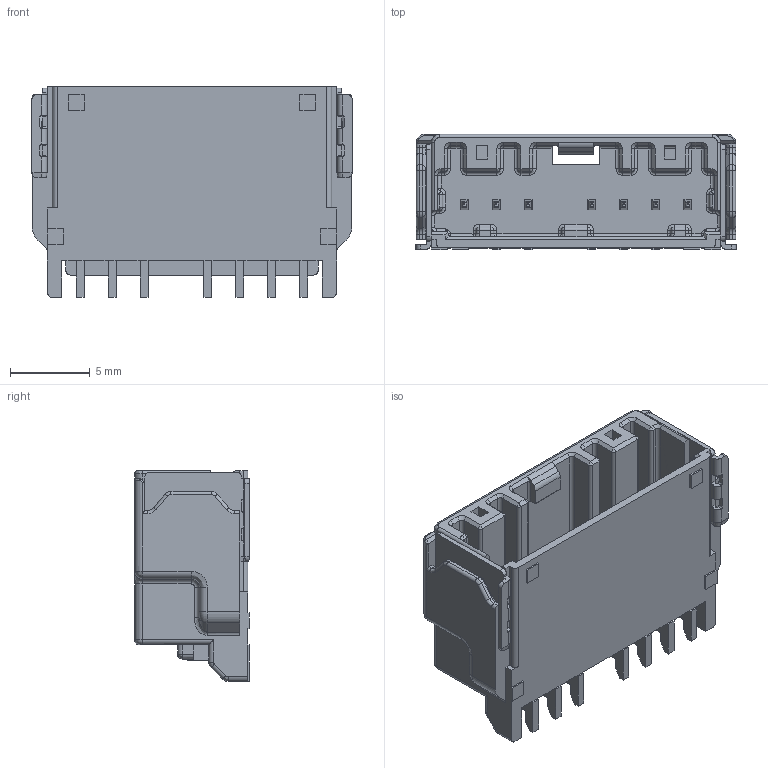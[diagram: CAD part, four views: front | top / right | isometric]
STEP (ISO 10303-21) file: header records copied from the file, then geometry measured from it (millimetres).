
FILE_DESCRIPTION (( 'STEP AP214' ), '1' );
FILE_NAME ('C_020_D_C_SMT_7M_H_ASSY_BK_(B)_Rev.B.STEP', '2020-10-21T02:07:38', ( '' ), ( '' ), 'SwSTEP 2.0', 'SolidWorks 2019', '' );
FILE_SCHEMA (( 'AUTOMOTIVE_DESIGN' ));
Length unit declared in the file: millimetre
Products named in the file (1): C_020_D_C_SMT_7M_H_ASSY_BK_(B)_Rev.B
Bounding box: 20.05 x 7.2 x 13.2 mm (x, y, z)
Volume: 718.9 mm3; surface area: 1731.6 mm2
Topology: 1 solids, 1 shells, 855 faces, 2248 edges, 1360 vertices
Faces by surface type: plane 430, cylinder 285, bspline 93, cone 34, torus 13
Entity records: 28308 total; most frequent: CARTESIAN_POINT 8719, ORIENTED_EDGE 4408, DIRECTION 3606, EDGE_CURVE 2204, VECTOR 1376, LINE 1376, VERTEX_POINT 1360, AXIS2_PLACEMENT_3D 1115
